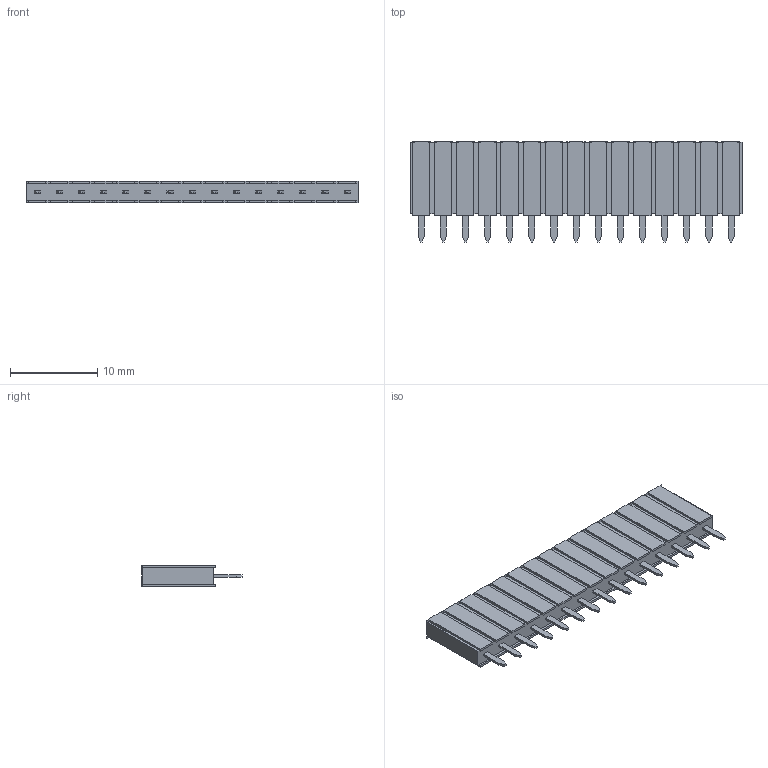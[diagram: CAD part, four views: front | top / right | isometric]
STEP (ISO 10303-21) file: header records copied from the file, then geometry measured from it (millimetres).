
FILE_DESCRIPTION(/* description */ (''),/* implementation_level */ '2;1');
FILE_NAME(/* name */ 'FHU-1x15.step',/* time_stamp */ '2022-02-09T09:45:32+09:00',/* author */ (''),/* organization */ (''),/* preprocessor_version */ 'ST-DEVELOPER v18.1',/* originating_system */ 'Autodesk Translation Framework v10.13.0.1454',/* authorisation */ '');
FILE_SCHEMA (('AUTOMOTIVE_DESIGN { 1 0 10303 214 3 1 1 }'));
Length unit declared in the file: millimetre
Products named in the file (1): FHUシリーズ
Bounding box: 38.1 x 11.5 x 2.5 mm (x, y, z)
Volume: 655.5 mm3; surface area: 1515.3 mm2
Topology: 16 solids, 16 shells, 535 faces, 1344 edges, 856 vertices
Faces by surface type: plane 535
Entity records: 15530 total; most frequent: CARTESIAN_POINT 2736, ORIENTED_EDGE 2688, DIRECTION 2416, LINE 1344, VECTOR 1344, EDGE_CURVE 1344, VERTEX_POINT 856, EDGE_LOOP 550
